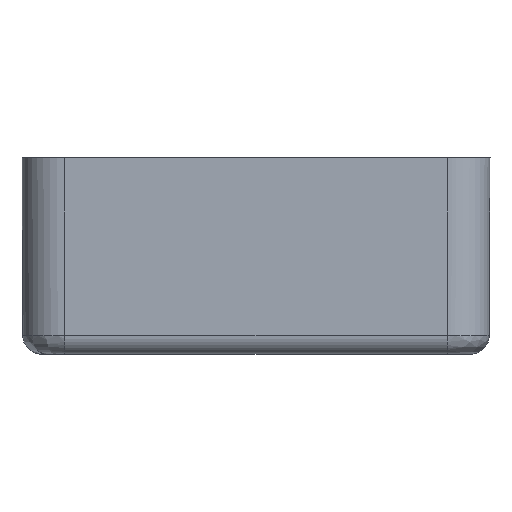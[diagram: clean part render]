
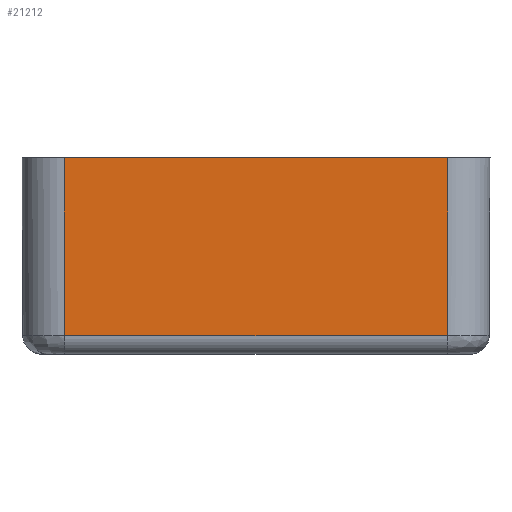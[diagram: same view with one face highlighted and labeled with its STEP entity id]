
A CAD part, front view. The second image highlights one B-rep face of the part: STEP entity #21212.
In plain terms, the highlighted planar face has unit normal (0, -1, -0.004).
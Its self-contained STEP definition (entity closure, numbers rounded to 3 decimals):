
#958=CARTESIAN_POINT('',(20.5,-50.0,0.0));
#959=VERTEX_POINT('',#958);
#1009=CARTESIAN_POINT('',(-20.5,-50.0,0.0));
#1010=VERTEX_POINT('',#1009);
#1018=CARTESIAN_POINT('',(20.5,-50.0,0.0));
#1019=DIRECTION('',(-1.0,0.0,0.0));
#1020=VECTOR('',#1019,41.);
#1021=LINE('',#1018,#1020);
#1022=EDGE_CURVE('',#959,#1010,#1021,.T.);
#20759=CARTESIAN_POINT('',(20.417,-49.917,-19.009));
#20760=VERTEX_POINT('',#20759);
#20893=CARTESIAN_POINT('',(-20.417,-49.917,-19.009));
#20894=VERTEX_POINT('',#20893);
#20911=CARTESIAN_POINT('',(20.417,-49.917,-19.009));
#20912=DIRECTION('',(-1.0,0.0,0.0));
#20913=VECTOR('',#20912,40.834);
#20914=LINE('',#20911,#20913);
#20915=EDGE_CURVE('',#20760,#20894,#20914,.T.);
#21180=CARTESIAN_POINT('',(-20.417,-49.917,-19.009));
#21181=DIRECTION('',(-0.004,-0.004,1.));
#21182=VECTOR('',#21181,19.009);
#21183=LINE('',#21180,#21182);
#21184=EDGE_CURVE('',#20894,#1010,#21183,.T.);
#21196=CARTESIAN_POINT('',(-25.0,-50.0,0.0));
#21197=DIRECTION('',(0.0,-1.,-0.004));
#21198=DIRECTION('',(-1.0,0.0,0.0));
#21199=AXIS2_PLACEMENT_3D('',#21196,#21197,#21198);
#21200=PLANE('',#21199);
#21201=ORIENTED_EDGE('',*,*,#20915,.F.);
#21202=CARTESIAN_POINT('',(20.5,-50.0,0.0));
#21203=DIRECTION('',(-0.004,0.004,-1.));
#21204=VECTOR('',#21203,19.009);
#21205=LINE('',#21202,#21204);
#21206=EDGE_CURVE('',#959,#20760,#21205,.T.);
#21207=ORIENTED_EDGE('',*,*,#21206,.F.);
#21208=ORIENTED_EDGE('',*,*,#1022,.T.);
#21209=ORIENTED_EDGE('',*,*,#21184,.F.);
#21210=EDGE_LOOP('',(#21201,#21207,#21208,#21209));
#21211=FACE_OUTER_BOUND('',#21210,.T.);
#21212=ADVANCED_FACE('',(#21211),#21200,.T.);
